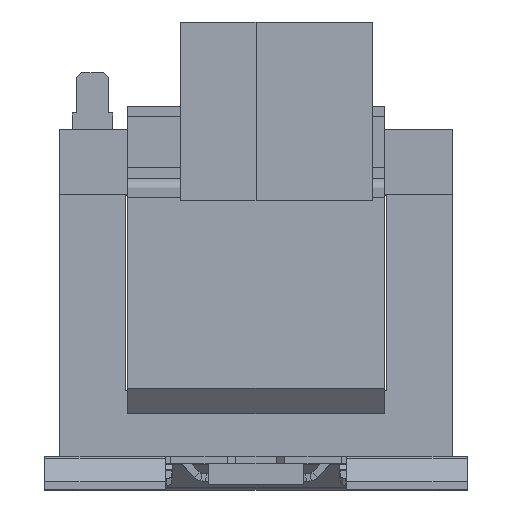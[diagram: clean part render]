
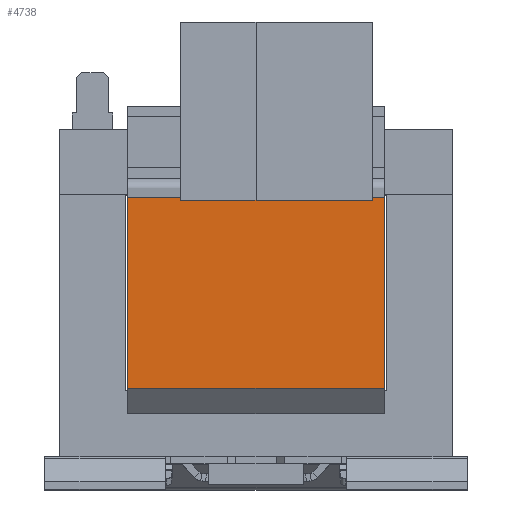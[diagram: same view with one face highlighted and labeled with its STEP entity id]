
A CAD part, top view. The second image highlights one B-rep face of the part: STEP entity #4738.
In plain terms, the highlighted planar face has unit normal (0, 0, 1).
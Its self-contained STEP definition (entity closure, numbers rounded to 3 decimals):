
#1171 = DIRECTION ( 'NONE',  ( 0., -1., 0. ) ) ;
#1633 = CARTESIAN_POINT ( 'NONE',  ( 25.55, -17.3, 29.25 ) ) ;
#2578 = VECTOR ( 'NONE', #10413, 1000. ) ;
#3833 = CARTESIAN_POINT ( 'NONE',  ( 25.55, 19., 29.25 ) ) ;
#3875 = ORIENTED_EDGE ( 'NONE', *, *, #15555, .T. ) ;
#4101 = CARTESIAN_POINT ( 'NONE',  ( -25.55, 19., 29.25 ) ) ;
#4412 = DIRECTION ( 'NONE',  ( -1., 0., 0. ) ) ;
#4738 = ADVANCED_FACE ( 'NONE', ( #14605 ), #5601, .F. ) ;
#4811 = ORIENTED_EDGE ( 'NONE', *, *, #8084, .F. ) ;
#5601 = PLANE ( 'NONE',  #11456 ) ;
#5815 = VECTOR ( 'NONE', #4412, 1000. ) ;
#6529 = ORIENTED_EDGE ( 'NONE', *, *, #17695, .F. ) ;
#7229 = LINE ( 'NONE', #3833, #10035 ) ;
#7608 = DIRECTION ( 'NONE',  ( 0., -1., 0. ) ) ;
#7669 = VERTEX_POINT ( 'NONE', #13439 ) ;
#7673 = CARTESIAN_POINT ( 'NONE',  ( -25.55, -17.3, 29.25 ) ) ;
#8077 = LINE ( 'NONE', #7673, #12376 ) ;
#8084 = EDGE_CURVE ( 'NONE', #7669, #10042, #9953, .T. ) ;
#9496 = LINE ( 'NONE', #10046, #5815 ) ;
#9518 = CARTESIAN_POINT ( 'NONE',  ( 25.55, 19., 29.25 ) ) ;
#9953 = LINE ( 'NONE', #17360, #2578 ) ;
#10035 = VECTOR ( 'NONE', #1171, 1000. ) ;
#10042 = VERTEX_POINT ( 'NONE', #10446 ) ;
#10046 = CARTESIAN_POINT ( 'NONE',  ( 25.55, 19., 29.25 ) ) ;
#10413 = DIRECTION ( 'NONE',  ( -1., 0., 0. ) ) ;
#10446 = CARTESIAN_POINT ( 'NONE',  ( -25.55, -19., 29.25 ) ) ;
#10737 = VERTEX_POINT ( 'NONE', #9518 ) ;
#11456 = AXIS2_PLACEMENT_3D ( 'NONE', #1633, #16707, #15312 ) ;
#12376 = VECTOR ( 'NONE', #7608, 1000. ) ;
#12748 = EDGE_CURVE ( 'NONE', #15546, #10042, #8077, .T. ) ;
#13165 = ORIENTED_EDGE ( 'NONE', *, *, #12748, .T. ) ;
#13439 = CARTESIAN_POINT ( 'NONE',  ( 25.55, -19., 29.25 ) ) ;
#13999 = EDGE_LOOP ( 'NONE', ( #13165, #4811, #6529, #3875 ) ) ;
#14605 = FACE_OUTER_BOUND ( 'NONE', #13999, .T. ) ;
#15312 = DIRECTION ( 'NONE',  ( -1., 0., 0. ) ) ;
#15546 = VERTEX_POINT ( 'NONE', #4101 ) ;
#15555 = EDGE_CURVE ( 'NONE', #10737, #15546, #9496, .T. ) ;
#16707 = DIRECTION ( 'NONE',  ( 0., 0., -1. ) ) ;
#17360 = CARTESIAN_POINT ( 'NONE',  ( 25.55, -19., 29.25 ) ) ;
#17695 = EDGE_CURVE ( 'NONE', #10737, #7669, #7229, .T. ) ;
